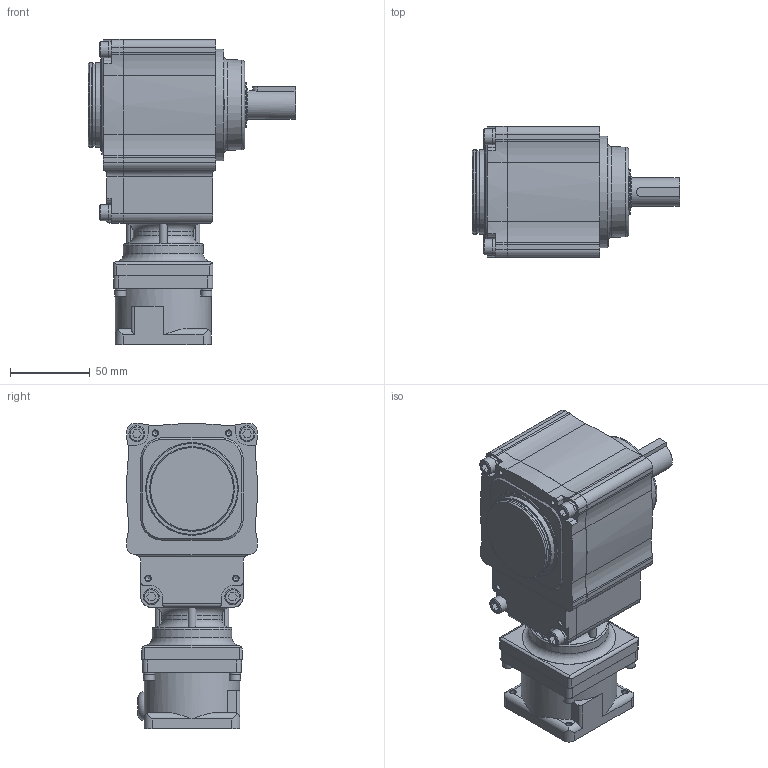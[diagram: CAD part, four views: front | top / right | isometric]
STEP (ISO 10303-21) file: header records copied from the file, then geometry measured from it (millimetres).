
FILE_DESCRIPTION( ( 'STEP AP203' ), '1' );
FILE_NAME( 'AFCZ18L-10L200S3.stp', '2019-02-22T02:26:20', ( '' ), ( '' ), ' ', 'PARTsolutions', ' ' );
FILE_SCHEMA( ( 'CONFIG_CONTROL_DESIGN' ) );
Length unit declared in the file: millimetre
Products named in the file (3): AFCZ18L-10L200S3; _AFC18L-3_Gear head; _1218F-200-S3_200W_Bracket
Assembly tree (2 placements, depth 2):
  AFCZ18L-10L200S3
    _AFC18L-3_Gear head
    _1218F-200-S3_200W_Bracket
Bounding box: 130 x 82 x 191 mm (x, y, z)
Volume: 863732.6 mm3; surface area: 89705 mm2
Topology: 2 solids, 2 shells, 486 faces, 1195 edges, 767 vertices
Faces by surface type: plane 243, cylinder 182, cone 50, torus 11
Full cylindrical faces by diameter (mm): 3.242 x8, 4 x1, 4.917 x4, 6.9 x4, 7 x9, 9.9 x4, 10 x8, 11 x1, 11.5 x1, 18 x1, 29 x1, 29.5 x1, 45 x1, 48 x1, 50 x2, 51.6 x1, 53 x2, 58.58 x1, 60 x1, 70 x1
Entity records: 14703 total; most frequent: CARTESIAN_POINT 3464, DIRECTION 2357, ORIENTED_EDGE 2124, EDGE_CURVE 1062, AXIS2_PLACEMENT_3D 885, VERTEX_POINT 750, EDGE_LOOP 657, LINE 587
